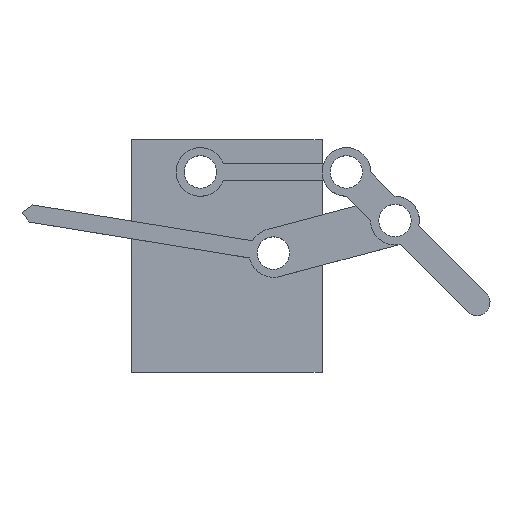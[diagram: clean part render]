
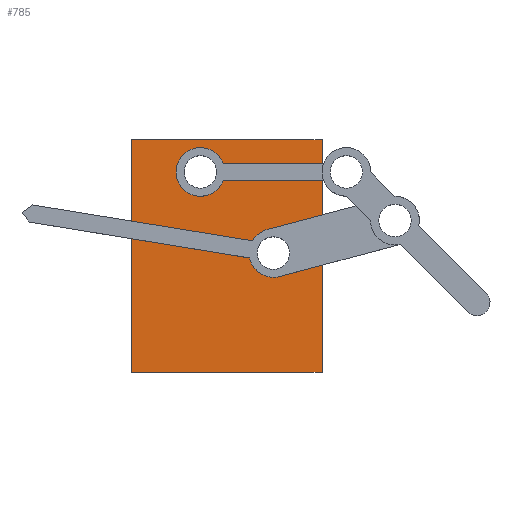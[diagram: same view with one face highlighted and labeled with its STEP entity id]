
A CAD part, top view. The second image highlights one B-rep face of the part: STEP entity #785.
In plain terms, the highlighted planar face has unit normal (0, 0, 1).
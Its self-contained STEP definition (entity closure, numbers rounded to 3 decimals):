
#55=FACE_BOUND('',#179,.T.);
#56=FACE_BOUND('',#180,.T.);
#82=PLANE('',#915);
#124=FACE_OUTER_BOUND('',#178,.T.);
#178=EDGE_LOOP('',(#716,#717,#718,#719));
#179=EDGE_LOOP('',(#720));
#180=EDGE_LOOP('',(#721));
#240=LINE('',#1353,#308);
#244=LINE('',#1361,#312);
#247=LINE('',#1367,#315);
#250=LINE('',#1372,#318);
#308=VECTOR('',#1129,10.);
#312=VECTOR('',#1135,10.);
#315=VECTOR('',#1140,10.);
#318=VECTOR('',#1145,10.);
#351=CIRCLE('',#907,10.);
#353=CIRCLE('',#910,10.);
#411=VERTEX_POINT('',#1341);
#413=VERTEX_POINT('',#1347);
#414=VERTEX_POINT('',#1351);
#415=VERTEX_POINT('',#1352);
#418=VERTEX_POINT('',#1360);
#420=VERTEX_POINT('',#1366);
#508=EDGE_CURVE('',#411,#411,#351,.T.);
#511=EDGE_CURVE('',#413,#413,#353,.T.);
#512=EDGE_CURVE('',#414,#415,#240,.T.);
#516=EDGE_CURVE('',#415,#418,#244,.T.);
#519=EDGE_CURVE('',#418,#420,#247,.T.);
#522=EDGE_CURVE('',#420,#414,#250,.T.);
#716=ORIENTED_EDGE('',*,*,#522,.T.);
#717=ORIENTED_EDGE('',*,*,#512,.T.);
#718=ORIENTED_EDGE('',*,*,#516,.T.);
#719=ORIENTED_EDGE('',*,*,#519,.T.);
#720=ORIENTED_EDGE('',*,*,#511,.T.);
#721=ORIENTED_EDGE('',*,*,#508,.T.);
#785=ADVANCED_FACE('',(#124,#55,#56),#82,.T.);
#907=AXIS2_PLACEMENT_3D('',#1343,#1118,#1119);
#910=AXIS2_PLACEMENT_3D('',#1349,#1125,#1126);
#915=AXIS2_PLACEMENT_3D('',#1374,#1147,#1148);
#1118=DIRECTION('center_axis',(0.,0.,-1.));
#1119=DIRECTION('ref_axis',(1.,0.,0.));
#1125=DIRECTION('center_axis',(0.,0.,-1.));
#1126=DIRECTION('ref_axis',(1.,0.,0.));
#1129=DIRECTION('',(-1.,0.,0.));
#1135=DIRECTION('',(0.,-1.,0.));
#1140=DIRECTION('',(1.,0.,0.));
#1145=DIRECTION('',(0.,1.,0.));
#1147=DIRECTION('center_axis',(0.,0.,1.));
#1148=DIRECTION('ref_axis',(1.,0.,0.));
#1341=CARTESIAN_POINT('',(-55.,0.,0.));
#1343=CARTESIAN_POINT('Origin',(-45.,0.,0.));
#1347=CARTESIAN_POINT('',(-10.,-50.,0.));
#1349=CARTESIAN_POINT('Origin',(0.,-50.,
0.));
#1351=CARTESIAN_POINT('',(30.,20.,0.));
#1352=CARTESIAN_POINT('',(-87.388,20.,0.));
#1353=CARTESIAN_POINT('',(30.,20.,0.));
#1360=CARTESIAN_POINT('',(-87.388,-123.583,0.));
#1361=CARTESIAN_POINT('',(-87.388,20.,0.));
#1366=CARTESIAN_POINT('',(30.,-123.583,0.));
#1367=CARTESIAN_POINT('',(-87.388,-123.583,0.));
#1372=CARTESIAN_POINT('',(30.,-123.583,0.));
#1374=CARTESIAN_POINT('Origin',(-28.694,-51.791,0.));
